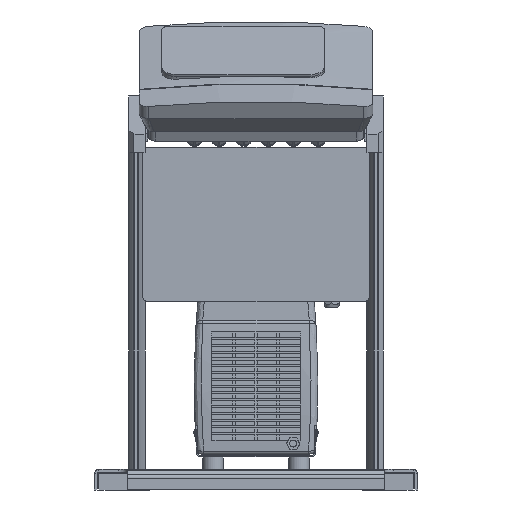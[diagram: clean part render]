
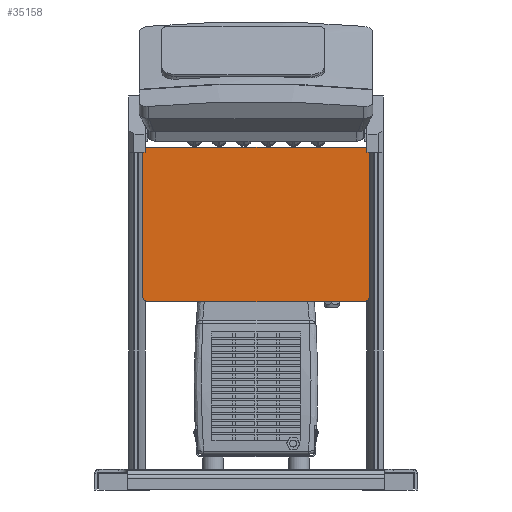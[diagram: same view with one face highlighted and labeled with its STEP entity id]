
A CAD part, front view. The second image highlights one B-rep face of the part: STEP entity #35158.
In plain terms, the highlighted planar face has unit normal (0, -1, 0).
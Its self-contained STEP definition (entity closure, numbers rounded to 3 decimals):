
#3338=LINE($,#59568,#7407);
#3346=LINE($,#59592,#7415);
#3383=LINE($,#59692,#7452);
#3386=LINE($,#59701,#7455);
#7407=VECTOR($,#45284,207.);
#7415=VECTOR($,#45302,207.);
#7452=VECTOR($,#45389,312.);
#7455=VECTOR($,#45402,312.);
#10548=FACE_OUTER_BOUND($,#12765,.T.);
#12765=EDGE_LOOP($,(#29928,#29929,#29930,#29931,#29932,#29933,#29934,#29935));
#13912=CIRCLE($,#37665,9.);
#13917=CIRCLE($,#37674,9.);
#13918=CIRCLE($,#37677,9.);
#13919=CIRCLE($,#37679,9.);
#16591=VERTEX_POINT($,#59564);
#16593=VERTEX_POINT($,#59567);
#16602=VERTEX_POINT($,#59588);
#16604=VERTEX_POINT($,#59591);
#16633=VERTEX_POINT($,#59664);
#16641=VERTEX_POINT($,#59687);
#16642=VERTEX_POINT($,#59691);
#16643=VERTEX_POINT($,#59697);
#21129=EDGE_CURVE($,#16591,#16593,#3338,.T.);
#21140=EDGE_CURVE($,#16602,#16604,#3346,.T.);
#21178=EDGE_CURVE($,#16633,#16602,#13912,.T.);
#21188=EDGE_CURVE($,#16604,#16641,#13917,.T.);
#21190=EDGE_CURVE($,#16641,#16642,#3383,.F.);
#21192=EDGE_CURVE($,#16642,#16591,#13918,.T.);
#21193=EDGE_CURVE($,#16593,#16643,#13919,.T.);
#21195=EDGE_CURVE($,#16643,#16633,#3386,.F.);
#29928=ORIENTED_EDGE($,*,*,#21192,.F.);
#29929=ORIENTED_EDGE($,*,*,#21190,.F.);
#29930=ORIENTED_EDGE($,*,*,#21188,.F.);
#29931=ORIENTED_EDGE($,*,*,#21140,.F.);
#29932=ORIENTED_EDGE($,*,*,#21178,.F.);
#29933=ORIENTED_EDGE($,*,*,#21195,.F.);
#29934=ORIENTED_EDGE($,*,*,#21193,.F.);
#29935=ORIENTED_EDGE($,*,*,#21129,.F.);
#33295=PLANE($,#37712);
#35158=ADVANCED_FACE($,(#10548),#33295,.T.);
#37665=AXIS2_PLACEMENT_3D($,#59666,#45361,#45362);
#37674=AXIS2_PLACEMENT_3D($,#59688,#45384,#45385);
#37677=AXIS2_PLACEMENT_3D($,#59695,#45393,#45394);
#37679=AXIS2_PLACEMENT_3D($,#59698,#45397,#45398);
#37712=AXIS2_PLACEMENT_3D($,#59770,#45487,#45488);
#45284=DIRECTION($,(0.,0.,-1.));
#45302=DIRECTION($,(0.,0.,1.));
#45361=DIRECTION('center_axis',(0.,1.,0.));
#45362=DIRECTION('ref_axis',(1.,0.,0.));
#45384=DIRECTION('center_axis',(0.,1.,0.));
#45385=DIRECTION('ref_axis',(1.,0.,0.));
#45389=DIRECTION($,(-1.,0.,0.));
#45393=DIRECTION('center_axis',(0.,1.,0.));
#45394=DIRECTION('ref_axis',(1.,0.,0.));
#45397=DIRECTION('center_axis',(0.,1.,0.));
#45398=DIRECTION('ref_axis',(1.,0.,0.));
#45402=DIRECTION($,(1.,0.,0.));
#45487=DIRECTION('center_axis',(0.,-1.,0.));
#45488=DIRECTION('ref_axis',(0.,0.,-1.));
#59564=CARTESIAN_POINT('',(165.,-210.249,488.95));
#59567=CARTESIAN_POINT('',(165.,-210.249,281.95));
#59568=CARTESIAN_POINT($,(165.,-210.249,488.95));
#59588=CARTESIAN_POINT('',(-165.,-210.249,281.95));
#59591=CARTESIAN_POINT('',(-165.,-210.249,488.95));
#59592=CARTESIAN_POINT($,(-165.,-210.249,281.95));
#59664=CARTESIAN_POINT('',(-156.,-210.249,272.95));
#59666=CARTESIAN_POINT('Origin',(-156.,-210.249,281.95));
#59687=CARTESIAN_POINT('',(-156.,-210.249,497.95));
#59688=CARTESIAN_POINT('Origin',(-156.,-210.249,488.95));
#59691=CARTESIAN_POINT('',(156.,-210.249,497.95));
#59692=CARTESIAN_POINT($,(156.,-210.249,497.95));
#59695=CARTESIAN_POINT('Origin',(156.,-210.249,488.95));
#59697=CARTESIAN_POINT('',(156.,-210.249,272.95));
#59698=CARTESIAN_POINT('Origin',(156.,-210.249,281.95));
#59701=CARTESIAN_POINT($,(-156.,-210.249,272.95));
#59770=CARTESIAN_POINT('Origin',(111.,-210.249,309.75));
